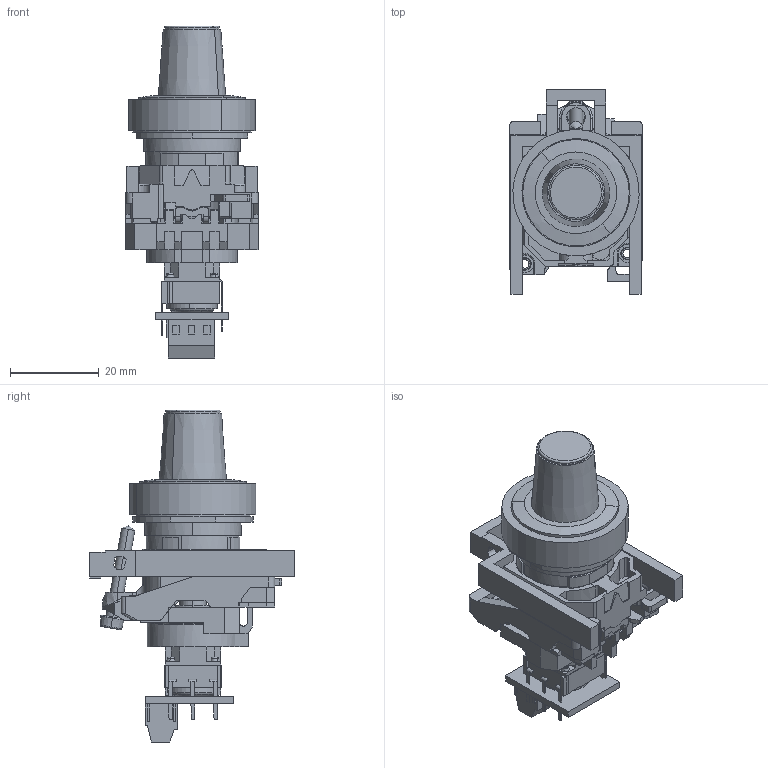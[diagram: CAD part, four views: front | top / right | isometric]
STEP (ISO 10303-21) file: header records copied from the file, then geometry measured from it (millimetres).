
FILE_DESCRIPTION(('STEP AP242'),'1');
FILE_NAME('xb4bd912r100k.stp','2019-11-27T09:40:27',('TraceParts'),('TraceParts S.A.'),'Spatial InterOp 3D',' ',' ');
FILE_SCHEMA(('AP242_MANAGED_MODEL_BASED_3D_ENGINEERING_MIM_LF {1 0 10303 442 1 1 4}'));
Length unit declared in the file: millimetre
Products named in the file (1): xb4bd912r100k_1
Bounding box: 29.9 x 46.2 x 74.89 mm (x, y, z)
Volume: 19095 mm3; surface area: 22441.7 mm2
Topology: 25 solids, 25 shells, 1234 faces, 3413 edges, 2222 vertices
Faces by surface type: plane 807, cylinder 329, cone 45, torus 40, bspline 13
Entity records: 41210 total; most frequent: CARTESIAN_POINT 9163, ORIENTED_EDGE 6822, DIRECTION 6534, EDGE_CURVE 3411, LINE 2438, VECTOR 2438, VERTEX_POINT 2222, AXIS2_PLACEMENT_3D 2048
